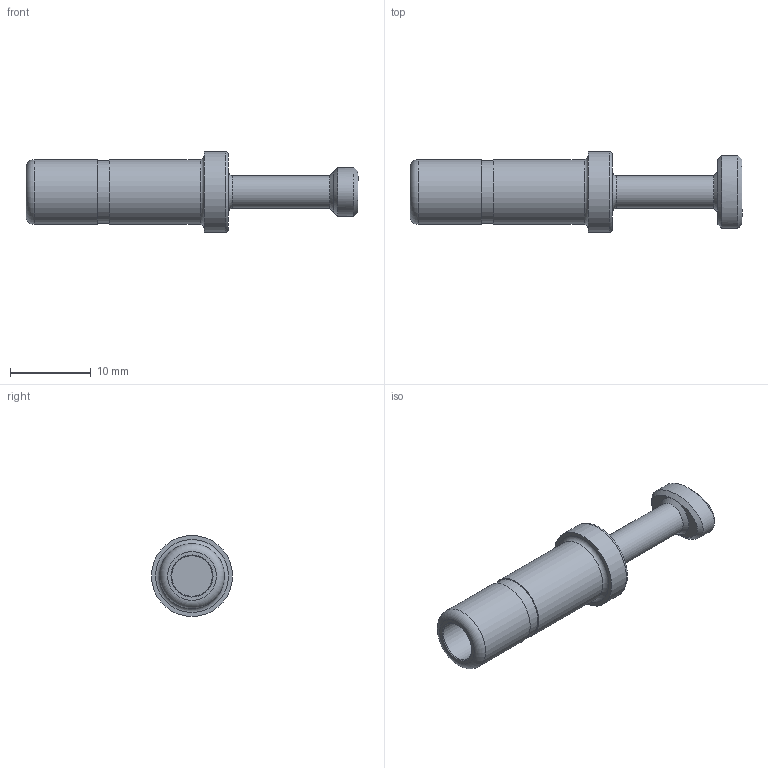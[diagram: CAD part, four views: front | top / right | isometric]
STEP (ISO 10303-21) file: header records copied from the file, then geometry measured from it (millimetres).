
FILE_DESCRIPTION((''),'2;1');
FILE_NAME('CR-PP 08.stp','2020-08-25T11:08:31',('user'),(''),'Autodesk Inventor 2013','Autodesk Inventor 2013','');
FILE_SCHEMA(('AUTOMOTIVE_DESIGN { 1 0 10303 214 1 1 1 1 }'));
Length unit declared in the file: millimetre
Products named in the file (1): CR-PP 08
Bounding box: 41 x 10 x 10 mm (x, y, z)
Volume: 1166.8 mm3; surface area: 1422.5 mm2
Topology: 1 solids, 1 shells, 24 faces, 41 edges, 24 vertices
Faces by surface type: plane 9, cylinder 6, torus 4, bspline 3, cone 2
Full cylindrical faces by diameter (mm): 4 x1, 5 x1, 7.7 x1, 8 x2, 10 x1
Entity records: 694 total; most frequent: CARTESIAN_POINT 275, DIRECTION 84, ORIENTED_EDGE 54, EDGE_LOOP 42, AXIS2_PLACEMENT_3D 41, EDGE_CURVE 27, FACE_OUTER_BOUND 24, ADVANCED_FACE 24
